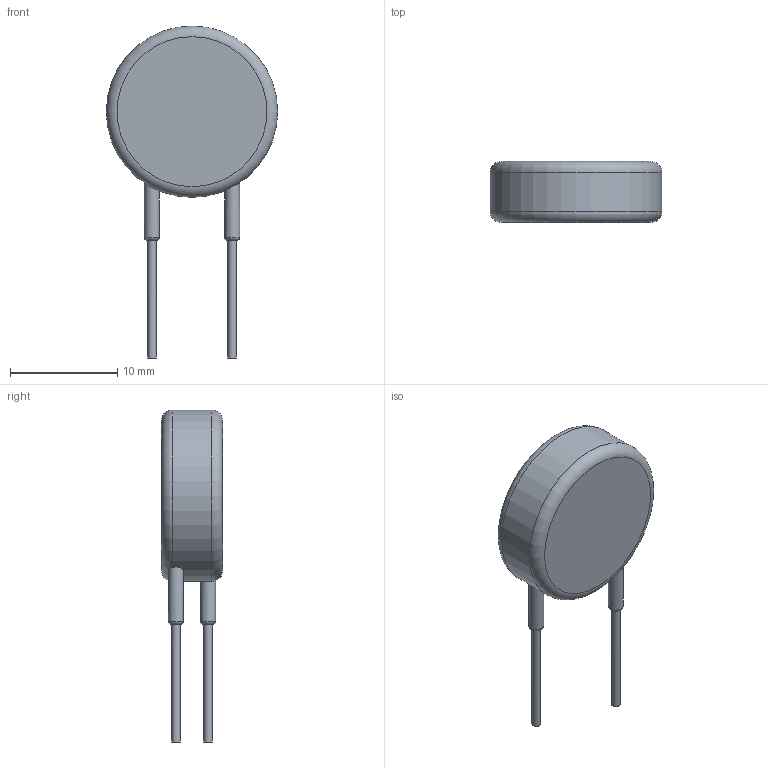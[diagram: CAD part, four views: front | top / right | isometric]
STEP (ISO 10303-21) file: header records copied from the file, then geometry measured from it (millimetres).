
FILE_DESCRIPTION(/* description */ (''),/* implementation_level */ '2;1');
FILE_NAME(/* name */ 'Varistor.step',/* time_stamp */ '2018-09-12T00:14:59+01:00',/* author */ ('cylindric'),/* organization */ (''),/* preprocessor_version */ 'ST-DEVELOPER v17.2',/* originating_system */ 'Autodesk Translation Framework v7.6.0.251',/* authorisation */ '');
FILE_SCHEMA (('AUTOMOTIVE_DESIGN { 1 0 10303 214 3 1 1 }'));
Length unit declared in the file: millimetre
Products named in the file (2): Varistor; Varistor_1
Assembly tree (1 placements, depth 2):
  Varistor
    Varistor_1
Bounding box: 16 x 5.7 x 31 mm (x, y, z)
Volume: 1151.3 mm3; surface area: 798.8 mm2
Topology: 5 solids, 5 shells, 23 faces, 47 edges, 32 vertices
Faces by surface type: cylinder 11, torus 6, plane 6
Full cylindrical faces by diameter (mm): 0.8 x4, 1.4 x2, 16 x1
Entity records: 920 total; most frequent: CARTESIAN_POINT 355, DIRECTION 111, ORIENTED_EDGE 94, AXIS2_PLACEMENT_3D 52, EDGE_CURVE 47, VERTEX_POINT 32, CIRCLE 26, EDGE_LOOP 25
